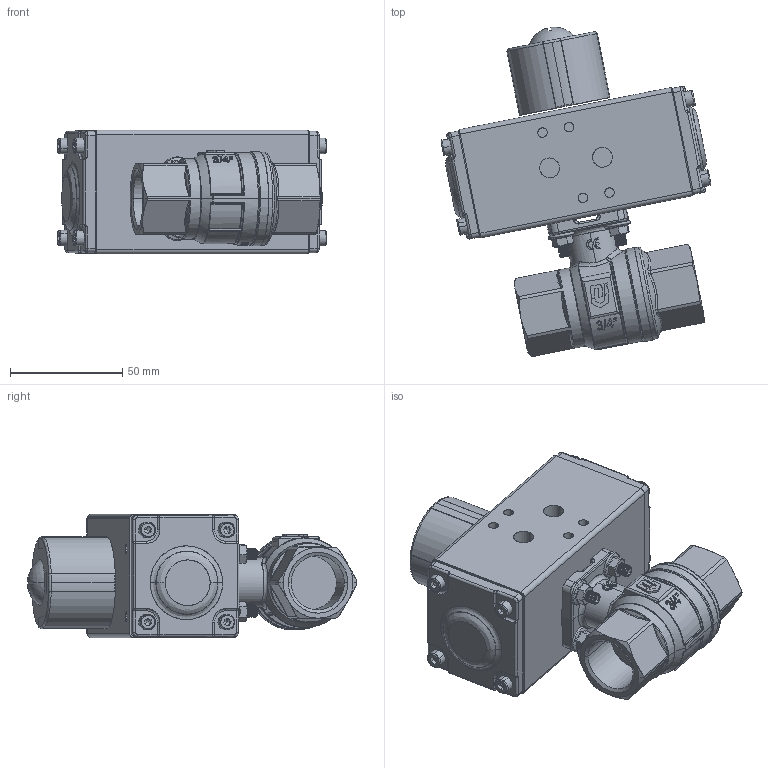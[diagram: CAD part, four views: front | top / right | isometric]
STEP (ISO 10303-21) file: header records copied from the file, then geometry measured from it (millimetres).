
FILE_DESCRIPTION (( 'STEP AP214' ), '1' );
FILE_NAME ('PK01_DN20_doppeltwirkend (PK01000004).STEP', '2022-01-14T13:22:07', ( '' ), ( '' ), 'SwSTEP 2.0', 'SolidWorks 2021', '' );
FILE_SCHEMA (( 'AUTOMOTIVE_DESIGN' ));
Length unit declared in the file: metre
Products named in the file (1): PK01_DN20_doppeltwirkend (PK01000004)
Bounding box: 120.01 x 146.52 x 55 mm (x, y, z)
Surface area: 59120.6 mm2 (no closed solid volume)
Topology: 0 solids, 775 shells, 1106 faces, 4855 edges, 4491 vertices
Faces by surface type: plane 320, cylinder 284, bspline 269, cone 223, torus 8, sphere 2
Entity records: 84454 total; most frequent: CARTESIAN_POINT 36811, DIRECTION 6331, ORIENTED_EDGE 5597, EDGE_CURVE 4820, VERTEX_POINT 4491, AXIS2_PLACEMENT_3D 2192, VECTOR 1947, LINE 1947
